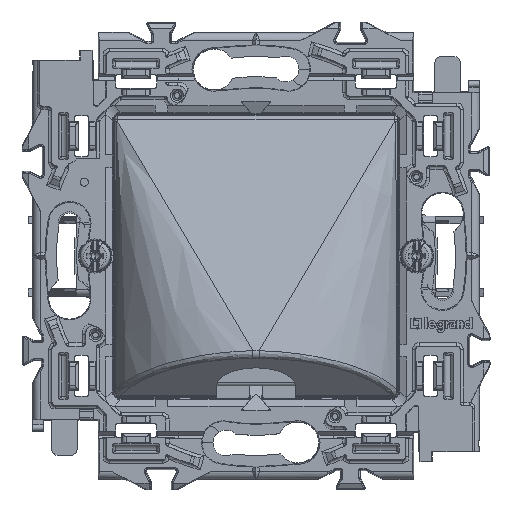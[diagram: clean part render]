
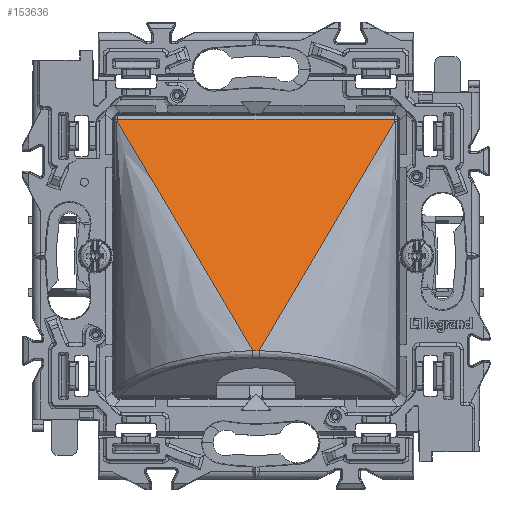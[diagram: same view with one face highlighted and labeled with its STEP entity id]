
A CAD part, top view. The second image highlights one B-rep face of the part: STEP entity #153636.
In plain terms, the highlighted face is planar.
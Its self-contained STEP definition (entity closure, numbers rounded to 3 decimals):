
#153591=AXIS2_PLACEMENT_3D('Plane Axis2P3D',#153588,#153589,#153590) ;
#147421=CARTESIAN_POINT('Vertex',(15.046,-0.506,19.697)) ;
#147483=CARTESIAN_POINT('Vertex',(15.046,0.506,19.697)) ;
#147486=CARTESIAN_POINT('Line Origine',(15.046,0.,19.697)) ;
#153535=CARTESIAN_POINT('Vertex',(-21.161,-21.888,6.867)) ;
#153565=CARTESIAN_POINT('Control Point',(-11.908,-16.424,10.146)) ;
#153566=CARTESIAN_POINT('Control Point',(-6.517,-13.239,12.054)) ;
#153567=CARTESIAN_POINT('Control Point',(-1.127,-10.058,13.969)) ;
#153568=CARTESIAN_POINT('Control Point',(4.264,-6.872,15.875)) ;
#153569=CARTESIAN_POINT('Control Point',(9.655,-3.689,17.786)) ;
#153570=CARTESIAN_POINT('Control Point',(15.046,-0.506,19.697)) ;
#153571=CARTESIAN_POINT('Vertex',(-11.908,-16.424,10.146)) ;
#153575=CARTESIAN_POINT('Control Point',(-21.161,-21.888,6.867)) ;
#153576=CARTESIAN_POINT('Control Point',(-18.077,-20.067,7.96)) ;
#153577=CARTESIAN_POINT('Control Point',(-14.993,-18.246,9.054)) ;
#153578=CARTESIAN_POINT('Control Point',(-11.908,-16.424,10.146)) ;
#153588=CARTESIAN_POINT('Axis2P3D Location',(-9.497,0.,11.)) ;
#153593=CARTESIAN_POINT('Line Origine',(-21.391,21.89,6.786)) ;
#153597=CARTESIAN_POINT('Vertex',(-21.62,21.891,6.705)) ;
#153599=CARTESIAN_POINT('Vertex',(-21.161,21.888,6.867)) ;
#153602=CARTESIAN_POINT('Line Origine',(-21.62,0.,6.705)) ;
#153606=CARTESIAN_POINT('Vertex',(-21.62,-21.891,6.705)) ;
#153609=CARTESIAN_POINT('Line Origine',(-21.391,-21.89,6.786)) ;
#153614=CARTESIAN_POINT('Line Origine',(1.569,8.465,14.921)) ;
#153618=CARTESIAN_POINT('Vertex',(-11.908,16.424,10.146)) ;
#153621=CARTESIAN_POINT('Line Origine',(-16.535,19.156,8.506)) ;
#147487=DIRECTION('Vector Direction',(0.,1.,0.)) ;
#153589=DIRECTION('Axis2P3D Direction',(0.334,0.,-0.943)) ;
#153590=DIRECTION('Axis2P3D XDirection',(0.943,0.,0.334)) ;
#153594=DIRECTION('Vector Direction',(0.943,-0.006,0.334)) ;
#153603=DIRECTION('Vector Direction',(0.,-1.,0.)) ;
#153610=DIRECTION('Vector Direction',(0.943,0.006,0.334)) ;
#153615=DIRECTION('Vector Direction',(0.824,-0.486,0.292)) ;
#153622=DIRECTION('Vector Direction',(0.824,-0.486,0.292)) ;
#147488=VECTOR('Line Direction',#147487,1.) ;
#153595=VECTOR('Line Direction',#153594,1.) ;
#153604=VECTOR('Line Direction',#153603,1.) ;
#153611=VECTOR('Line Direction',#153610,1.) ;
#153616=VECTOR('Line Direction',#153615,1.) ;
#153623=VECTOR('Line Direction',#153622,1.) ;
#153627=ORIENTED_EDGE('',*,*,#153601,.F.) ;
#153628=ORIENTED_EDGE('',*,*,#153608,.T.) ;
#153629=ORIENTED_EDGE('',*,*,#153613,.T.) ;
#153630=ORIENTED_EDGE('',*,*,#153579,.T.) ;
#153631=ORIENTED_EDGE('',*,*,#153573,.T.) ;
#153632=ORIENTED_EDGE('',*,*,#147490,.F.) ;
#153633=ORIENTED_EDGE('',*,*,#153620,.F.) ;
#153634=ORIENTED_EDGE('',*,*,#153625,.F.) ;
#153636=ADVANCED_FACE('Enjoliveur',(#153635),#153592,.F.) ;
#153564=B_SPLINE_CURVE_WITH_KNOTS('',5,(#153565,#153566,#153567,#153568,#153569,#153570),.UNSPECIFIED.,.F.,.U.,(6,6),(-10.637,22.091),.UNSPECIFIED.) ;
#153574=B_SPLINE_CURVE_WITH_KNOTS('',3,(#153575,#153576,#153577,#153578),.UNSPECIFIED.,.F.,.U.,(4,4),(-21.873,-10.637),.UNSPECIFIED.) ;
#147490=EDGE_CURVE('',#147484,#147422,#147489,.F.) ;
#153573=EDGE_CURVE('',#153572,#147422,#153564,.T.) ;
#153579=EDGE_CURVE('',#153536,#153572,#153574,.T.) ;
#153601=EDGE_CURVE('',#153598,#153600,#153596,.T.) ;
#153608=EDGE_CURVE('',#153598,#153607,#153605,.T.) ;
#153613=EDGE_CURVE('',#153607,#153536,#153612,.T.) ;
#153620=EDGE_CURVE('',#153619,#147484,#153617,.T.) ;
#153625=EDGE_CURVE('',#153600,#153619,#153624,.T.) ;
#153626=EDGE_LOOP('',(#153627,#153628,#153629,#153630,#153631,#153632,#153633,#153634)) ;
#153635=FACE_OUTER_BOUND('',#153626,.T.) ;
#147489=LINE('Line',#147486,#147488) ;
#153596=LINE('Line',#153593,#153595) ;
#153605=LINE('Line',#153602,#153604) ;
#153612=LINE('Line',#153609,#153611) ;
#153617=LINE('Line',#153614,#153616) ;
#153624=LINE('Line',#153621,#153623) ;
#153592=PLANE('',#153591) ;
#147422=VERTEX_POINT('',#147421) ;
#147484=VERTEX_POINT('',#147483) ;
#153536=VERTEX_POINT('',#153535) ;
#153572=VERTEX_POINT('',#153571) ;
#153598=VERTEX_POINT('',#153597) ;
#153600=VERTEX_POINT('',#153599) ;
#153607=VERTEX_POINT('',#153606) ;
#153619=VERTEX_POINT('',#153618) ;
